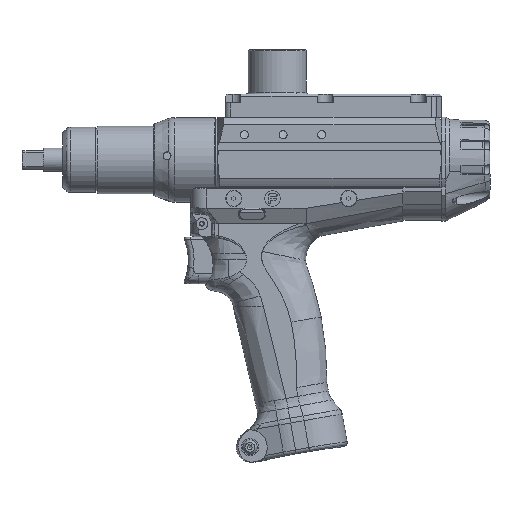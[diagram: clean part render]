
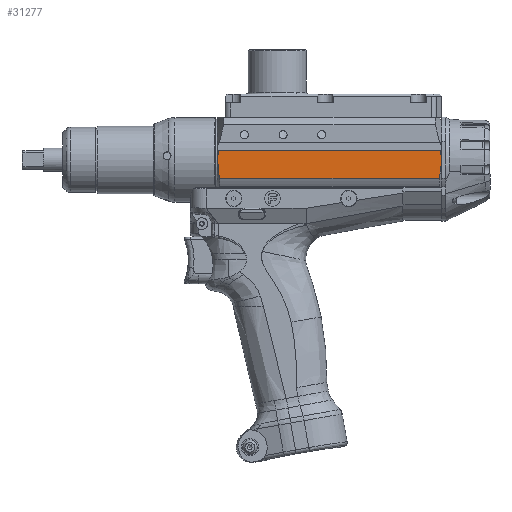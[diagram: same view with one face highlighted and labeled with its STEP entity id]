
A CAD part, front view. The second image highlights one B-rep face of the part: STEP entity #31277.
In plain terms, the highlighted planar face has unit normal (0, -1, 0).
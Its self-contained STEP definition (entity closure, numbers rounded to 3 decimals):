
#366=(
BOUNDED_CURVE()
B_SPLINE_CURVE(2,(#50449,#50450,#50451),.UNSPECIFIED.,.F.,.F.)
B_SPLINE_CURVE_WITH_KNOTS((3,3),(0.924,2.607),
 .UNSPECIFIED.)
CURVE()
GEOMETRIC_REPRESENTATION_ITEM()
RATIONAL_B_SPLINE_CURVE((1.123,1.201,1.159))
REPRESENTATION_ITEM('')
);
#378=(
BOUNDED_CURVE()
B_SPLINE_CURVE(2,(#50511,#50512,#50513),.UNSPECIFIED.,.F.,.F.)
B_SPLINE_CURVE_WITH_KNOTS((3,3),(2.209,4.104),
 .UNSPECIFIED.)
CURVE()
GEOMETRIC_REPRESENTATION_ITEM()
RATIONAL_B_SPLINE_CURVE((1.293,1.34,1.252))
REPRESENTATION_ITEM('')
);
#1854=LINE('',#50551,#3968);
#1865=LINE('',#50573,#3979);
#3968=VECTOR('',#37929,10.);
#3979=VECTOR('',#37960,10.);
#5564=PLANE('',#33442);
#6568=FACE_OUTER_BOUND('',#8297,.T.);
#8297=EDGE_LOOP('',(#22251,#22252,#22253,#22254));
#13055=VERTEX_POINT('',#50444);
#13056=VERTEX_POINT('',#50448);
#13069=VERTEX_POINT('',#50499);
#13072=VERTEX_POINT('',#50509);
#16517=EDGE_CURVE('',#13056,#13055,#366,.T.);
#16536=EDGE_CURVE('',#13069,#13072,#378,.T.);
#16551=EDGE_CURVE('',#13069,#13055,#1854,.T.);
#16562=EDGE_CURVE('',#13072,#13056,#1865,.T.);
#22251=ORIENTED_EDGE('',*,*,#16517,.T.);
#22252=ORIENTED_EDGE('',*,*,#16551,.F.);
#22253=ORIENTED_EDGE('',*,*,#16536,.T.);
#22254=ORIENTED_EDGE('',*,*,#16562,.T.);
#31277=ADVANCED_FACE('',(#6568),#5564,.T.);
#33442=AXIS2_PLACEMENT_3D('',#50574,#37961,#37962);
#37929=DIRECTION('',(1.,0.,0.));
#37960=DIRECTION('',(1.,0.,0.));
#37961=DIRECTION('center_axis',(0.,-1.,0.));
#37962=DIRECTION('ref_axis',(0.,0.,
-1.));
#50444=CARTESIAN_POINT('',(115.505,-22.,5.));
#50448=CARTESIAN_POINT('',(114.834,-22.,-9.592));
#50449=CARTESIAN_POINT('Ctrl Pts',(114.834,-22.,-9.592));
#50450=CARTESIAN_POINT('Ctrl Pts',(116.236,-22.,-2.07));
#50451=CARTESIAN_POINT('Ctrl Pts',(115.505,-22.,5.));
#50499=CARTESIAN_POINT('',(0.495,-22.,5.));
#50509=CARTESIAN_POINT('',(1.166,-22.,-9.592));
#50511=CARTESIAN_POINT('Ctrl Pts',(0.495,-22.,
5.));
#50512=CARTESIAN_POINT('Ctrl Pts',(-0.236,-22.,-2.07));
#50513=CARTESIAN_POINT('Ctrl Pts',(1.166,-22.,-9.592));
#50551=CARTESIAN_POINT('',(-16.,-22.,5.));
#50573=CARTESIAN_POINT('',(-16.,-22.,-9.592));
#50574=CARTESIAN_POINT('Origin',(-16.,-22.,5.));
